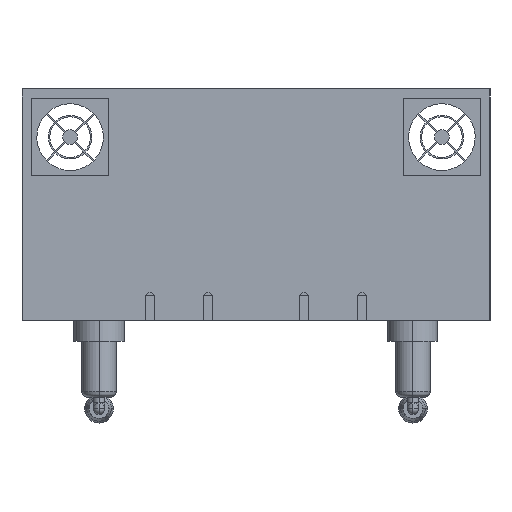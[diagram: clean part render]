
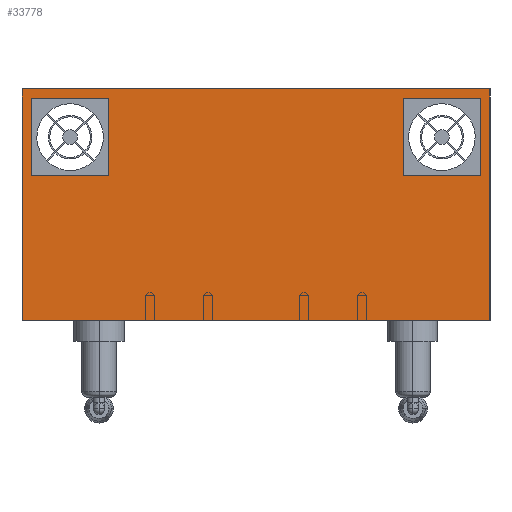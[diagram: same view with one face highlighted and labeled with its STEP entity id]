
A CAD part, front view. The second image highlights one B-rep face of the part: STEP entity #33778.
In plain terms, the highlighted planar face has unit normal (0, -1, 0).
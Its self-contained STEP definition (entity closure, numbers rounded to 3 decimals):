
#9 = EDGE_CURVE ( 'NONE', #17812, #33040, #10722, .T. ) ;
#185 = DIRECTION ( 'NONE',  ( 1., 0., 0. ) ) ;
#1094 = ORIENTED_EDGE ( 'NONE', *, *, #11958, .T. ) ;
#1592 = CARTESIAN_POINT ( 'NONE',  ( -673.901, -733.411, 1526. ) ) ;
#1908 = VECTOR ( 'NONE', #2585, 1000. ) ;
#2585 = DIRECTION ( 'NONE',  ( 0., 0., -1. ) ) ;
#2802 = EDGE_CURVE ( 'NONE', #21810, #30049, #9674, .T. ) ;
#3022 = VERTEX_POINT ( 'NONE', #35342 ) ;
#3085 = CARTESIAN_POINT ( 'NONE',  ( -911.901, -733.411, 1571. ) ) ;
#3120 = CARTESIAN_POINT ( 'NONE',  ( -713.901, -733.411, 1566. ) ) ;
#3286 = ORIENTED_EDGE ( 'NONE', *, *, #20320, .T. ) ;
#3471 = CARTESIAN_POINT ( 'NONE',  ( -713.901, -733.411, 1526. ) ) ;
#4194 = FACE_BOUND ( 'NONE', #37425, .T. ) ;
#4197 = CARTESIAN_POINT ( 'NONE',  ( -911.901, -733.411, 1451. ) ) ;
#4307 = VERTEX_POINT ( 'NONE', #3120 ) ;
#5181 = DIRECTION ( 'NONE',  ( -1., 0., 0. ) ) ;
#5931 = VECTOR ( 'NONE', #42813, 1000. ) ;
#6644 = CARTESIAN_POINT ( 'NONE',  ( -906.901, -733.411, 1526. ) ) ;
#6929 = DIRECTION ( 'NONE',  ( 0., 0., 1. ) ) ;
#7390 = CARTESIAN_POINT ( 'NONE',  ( -713.901, -733.411, 1526. ) ) ;
#7450 = VERTEX_POINT ( 'NONE', #3471 ) ;
#7509 = DIRECTION ( 'NONE',  ( 0., 0., 1. ) ) ;
#8069 = PLANE ( 'NONE',  #33725 ) ;
#8216 = CARTESIAN_POINT ( 'NONE',  ( -851.958, -733.411, 1520.83 ) ) ;
#8251 = CARTESIAN_POINT ( 'NONE',  ( -866.901, -733.411, 1526. ) ) ;
#9314 = ORIENTED_EDGE ( 'NONE', *, *, #9, .T. ) ;
#9674 = LINE ( 'NONE', #4197, #27387 ) ;
#10273 = EDGE_CURVE ( 'NONE', #21722, #22064, #40255, .T. ) ;
#10561 = ORIENTED_EDGE ( 'NONE', *, *, #17618, .F. ) ;
#10722 = LINE ( 'NONE', #1592, #1908 ) ;
#11567 = DIRECTION ( 'NONE',  ( 0., 0., 1. ) ) ;
#11958 = EDGE_CURVE ( 'NONE', #33040, #7450, #13885, .T. ) ;
#12154 = CARTESIAN_POINT ( 'NONE',  ( -906.901, -733.411, 1526. ) ) ;
#12189 = DIRECTION ( 'NONE',  ( 0., 0., -1. ) ) ;
#12564 = VECTOR ( 'NONE', #40756, 1000. ) ;
#13755 = CARTESIAN_POINT ( 'NONE',  ( -673.901, -733.411, 1566. ) ) ;
#13885 = LINE ( 'NONE', #33203, #30590 ) ;
#14750 = LINE ( 'NONE', #19463, #5931 ) ;
#15588 = VECTOR ( 'NONE', #17878, 1000. ) ;
#16333 = LINE ( 'NONE', #25440, #33063 ) ;
#16549 = DIRECTION ( 'NONE',  ( -1., 0., 0. ) ) ;
#17494 = EDGE_CURVE ( 'NONE', #33034, #32762, #16333, .T. ) ;
#17618 = EDGE_CURVE ( 'NONE', #32762, #21810, #14750, .T. ) ;
#17780 = EDGE_CURVE ( 'NONE', #22064, #37887, #27762, .T. ) ;
#17812 = VERTEX_POINT ( 'NONE', #13755 ) ;
#17878 = DIRECTION ( 'NONE',  ( 1., 0., 0. ) ) ;
#18343 = CARTESIAN_POINT ( 'NONE',  ( -911.901, -733.411, 1571. ) ) ;
#18924 = VECTOR ( 'NONE', #6929, 1000. ) ;
#19463 = CARTESIAN_POINT ( 'NONE',  ( -911.901, -733.411, 1451. ) ) ;
#19880 = ORIENTED_EDGE ( 'NONE', *, *, #17780, .T. ) ;
#20320 = EDGE_CURVE ( 'NONE', #7450, #4307, #31342, .T. ) ;
#20817 = ORIENTED_EDGE ( 'NONE', *, *, #35946, .F. ) ;
#21708 = CARTESIAN_POINT ( 'NONE',  ( -906.901, -733.411, 1566. ) ) ;
#21716 = DIRECTION ( 'NONE',  ( 1., 0., 0. ) ) ;
#21722 = VERTEX_POINT ( 'NONE', #42820 ) ;
#21810 = VERTEX_POINT ( 'NONE', #36813 ) ;
#21907 = FACE_BOUND ( 'NONE', #22772, .T. ) ;
#22064 = VERTEX_POINT ( 'NONE', #12154 ) ;
#22772 = EDGE_LOOP ( 'NONE', ( #9314, #1094, #3286, #24029 ) ) ;
#22782 = VECTOR ( 'NONE', #185, 1000. ) ;
#22928 = FACE_OUTER_BOUND ( 'NONE', #37950, .T. ) ;
#23313 = VECTOR ( 'NONE', #24999, 1000. ) ;
#23375 = EDGE_CURVE ( 'NONE', #4307, #17812, #31662, .T. ) ;
#24029 = ORIENTED_EDGE ( 'NONE', *, *, #23375, .T. ) ;
#24328 = ORIENTED_EDGE ( 'NONE', *, *, #2802, .F. ) ;
#24361 = LINE ( 'NONE', #18343, #31172 ) ;
#24469 = LINE ( 'NONE', #31160, #15588 ) ;
#24999 = DIRECTION ( 'NONE',  ( 0., 0., -1. ) ) ;
#25247 = ORIENTED_EDGE ( 'NONE', *, *, #10273, .T. ) ;
#25440 = CARTESIAN_POINT ( 'NONE',  ( -668.901, -733.411, 1451. ) ) ;
#25634 = ORIENTED_EDGE ( 'NONE', *, *, #17494, .F. ) ;
#26648 = CARTESIAN_POINT ( 'NONE',  ( -673.901, -733.411, 1566. ) ) ;
#27387 = VECTOR ( 'NONE', #7509, 1000. ) ;
#27531 = CARTESIAN_POINT ( 'NONE',  ( -668.901, -733.411, 1451. ) ) ;
#27762 = LINE ( 'NONE', #6644, #18924 ) ;
#28430 = CARTESIAN_POINT ( 'NONE',  ( -906.901, -733.411, 1526. ) ) ;
#30049 = VERTEX_POINT ( 'NONE', #3085 ) ;
#30205 = ORIENTED_EDGE ( 'NONE', *, *, #38334, .T. ) ;
#30590 = VECTOR ( 'NONE', #16549, 1000. ) ;
#31160 = CARTESIAN_POINT ( 'NONE',  ( -906.901, -733.411, 1566. ) ) ;
#31172 = VECTOR ( 'NONE', #21716, 1000. ) ;
#31342 = LINE ( 'NONE', #7390, #12564 ) ;
#31543 = DIRECTION ( 'NONE',  ( 0., 1., 0. ) ) ;
#31662 = LINE ( 'NONE', #26648, #22782 ) ;
#32047 = ORIENTED_EDGE ( 'NONE', *, *, #41816, .T. ) ;
#32191 = LINE ( 'NONE', #8251, #23313 ) ;
#32762 = VERTEX_POINT ( 'NONE', #27531 ) ;
#33034 = VERTEX_POINT ( 'NONE', #39184 ) ;
#33040 = VERTEX_POINT ( 'NONE', #42561 ) ;
#33063 = VECTOR ( 'NONE', #12189, 1000. ) ;
#33203 = CARTESIAN_POINT ( 'NONE',  ( -673.901, -733.411, 1526. ) ) ;
#33725 = AXIS2_PLACEMENT_3D ( 'NONE', #8216, #31543, #11567 ) ;
#33778 = ADVANCED_FACE ( 'NONE', ( #21907, #4194, #22928 ), #8069, .F. ) ;
#35342 = CARTESIAN_POINT ( 'NONE',  ( -866.901, -733.411, 1566. ) ) ;
#35946 = EDGE_CURVE ( 'NONE', #30049, #33034, #24361, .T. ) ;
#36813 = CARTESIAN_POINT ( 'NONE',  ( -911.901, -733.411, 1451. ) ) ;
#37425 = EDGE_LOOP ( 'NONE', ( #25247, #19880, #32047, #30205 ) ) ;
#37887 = VERTEX_POINT ( 'NONE', #21708 ) ;
#37950 = EDGE_LOOP ( 'NONE', ( #24328, #10561, #25634, #20817 ) ) ;
#38334 = EDGE_CURVE ( 'NONE', #3022, #21722, #32191, .T. ) ;
#39184 = CARTESIAN_POINT ( 'NONE',  ( -668.901, -733.411, 1571. ) ) ;
#39227 = VECTOR ( 'NONE', #5181, 1000. ) ;
#40255 = LINE ( 'NONE', #28430, #39227 ) ;
#40756 = DIRECTION ( 'NONE',  ( 0., 0., 1. ) ) ;
#41816 = EDGE_CURVE ( 'NONE', #37887, #3022, #24469, .T. ) ;
#42561 = CARTESIAN_POINT ( 'NONE',  ( -673.901, -733.411, 1526. ) ) ;
#42813 = DIRECTION ( 'NONE',  ( -1., 0., 0. ) ) ;
#42820 = CARTESIAN_POINT ( 'NONE',  ( -866.901, -733.411, 1526. ) ) ;
